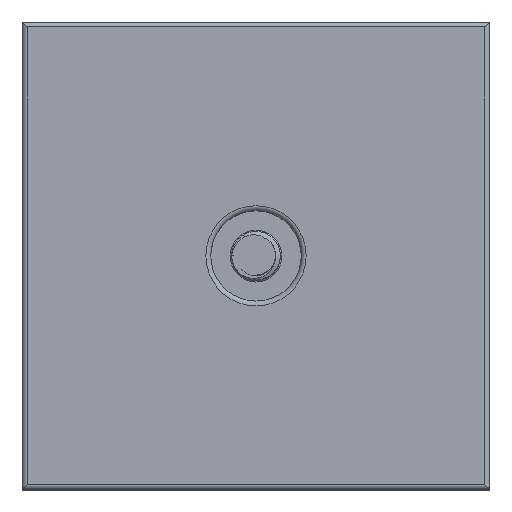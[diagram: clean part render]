
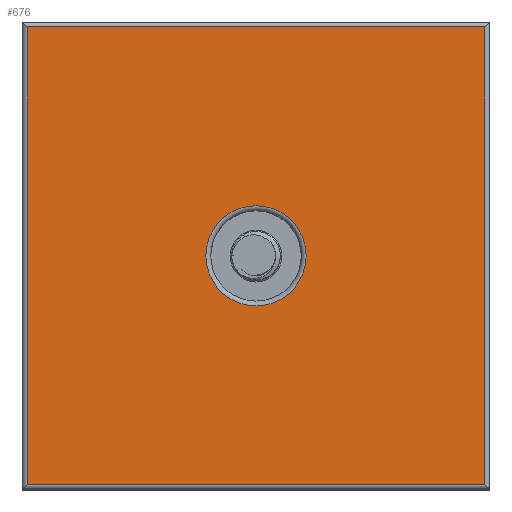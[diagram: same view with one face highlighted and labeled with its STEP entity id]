
A CAD part, top view. The second image highlights one B-rep face of the part: STEP entity #676.
In plain terms, the highlighted planar face has unit normal (0, 0, 1).
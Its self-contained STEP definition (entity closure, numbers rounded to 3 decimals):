
#561 = VERTEX_POINT('',#562);
#562 = CARTESIAN_POINT('',(-16.495,5.095,20.));
#569 = EDGE_CURVE('',#561,#570,#572,.T.);
#570 = VERTEX_POINT('',#571);
#571 = CARTESIAN_POINT('',(-16.495,-23.195,20.));
#572 = LINE('',#573,#574);
#573 = CARTESIAN_POINT('',(-16.495,5.395,20.));
#574 = VECTOR('',#575,1.);
#575 = DIRECTION('',(0.,-1.,0.));
#594 = VERTEX_POINT('',#595);
#595 = CARTESIAN_POINT('',(11.795,5.095,20.));
#602 = EDGE_CURVE('',#594,#561,#603,.T.);
#603 = LINE('',#604,#605);
#604 = CARTESIAN_POINT('',(12.095,5.095,20.));
#605 = VECTOR('',#606,1.);
#606 = DIRECTION('',(-1.,0.,0.));
#619 = EDGE_CURVE('',#570,#620,#622,.T.);
#620 = VERTEX_POINT('',#621);
#621 = CARTESIAN_POINT('',(11.795,-23.195,20.));
#622 = LINE('',#623,#624);
#623 = CARTESIAN_POINT('',(-16.795,-23.195,20.));
#624 = VECTOR('',#625,1.);
#625 = DIRECTION('',(1.,0.,0.));
#646 = EDGE_CURVE('',#620,#594,#647,.T.);
#647 = LINE('',#648,#649);
#648 = CARTESIAN_POINT('',(11.795,-23.495,20.));
#649 = VECTOR('',#650,1.);
#650 = DIRECTION('',(0.,1.,0.));
#676 = ADVANCED_FACE('',(#677,#683),#694,.T.);
#677 = FACE_BOUND('',#678,.T.);
#678 = EDGE_LOOP('',(#679,#680,#681,#682));
#679 = ORIENTED_EDGE('',*,*,#569,.T.);
#680 = ORIENTED_EDGE('',*,*,#619,.T.);
#681 = ORIENTED_EDGE('',*,*,#646,.T.);
#682 = ORIENTED_EDGE('',*,*,#602,.T.);
#683 = FACE_BOUND('',#684,.T.);
#684 = EDGE_LOOP('',(#685));
#685 = ORIENTED_EDGE('',*,*,#686,.F.);
#686 = EDGE_CURVE('',#687,#687,#689,.T.);
#687 = VERTEX_POINT('',#688);
#688 = CARTESIAN_POINT('',(0.745,-9.05,20.));
#689 = CIRCLE('',#690,3.095);
#690 = AXIS2_PLACEMENT_3D('',#691,#692,#693);
#691 = CARTESIAN_POINT('',(-2.35,-9.05,20.));
#692 = DIRECTION('',(0.,0.,1.));
#693 = DIRECTION('',(1.,0.,0.));
#694 = PLANE('',#695);
#695 = AXIS2_PLACEMENT_3D('',#696,#697,#698);
#696 = CARTESIAN_POINT('',(-2.35,-9.05,20.));
#697 = DIRECTION('',(0.,0.,1.));
#698 = DIRECTION('',(1.,0.,0.));
